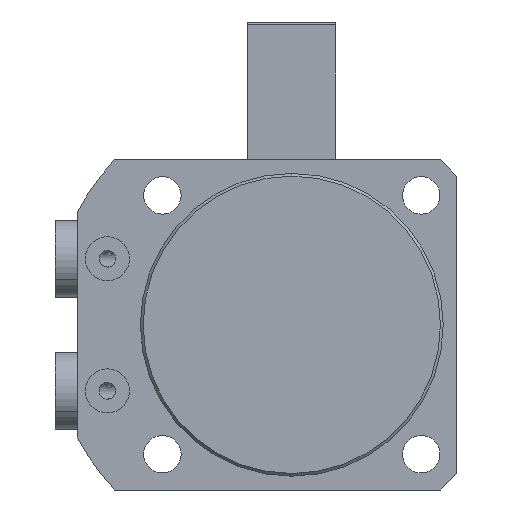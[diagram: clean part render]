
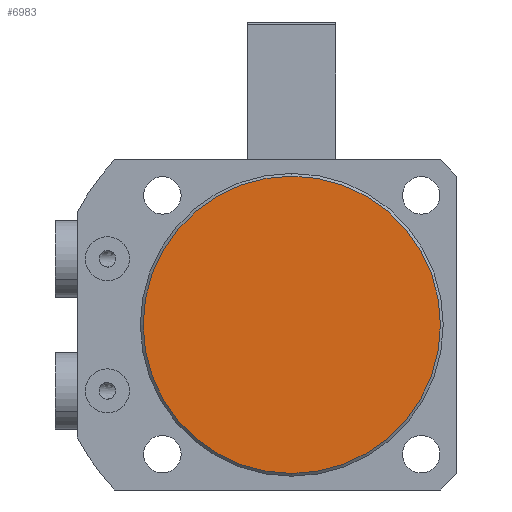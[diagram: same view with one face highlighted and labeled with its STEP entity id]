
A CAD part, front view. The second image highlights one B-rep face of the part: STEP entity #6983.
In plain terms, the highlighted planar face has unit normal (0, -1, 0).
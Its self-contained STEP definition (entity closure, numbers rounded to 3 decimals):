
#200 = DIRECTION ( 'NONE',  ( 0., 0., 1. ) ) ;
#369 = DIRECTION ( 'NONE',  ( 0., -1., 0. ) ) ;
#717 = ORIENTED_EDGE ( 'NONE', *, *, #6110, .F. ) ;
#1313 = CIRCLE ( 'NONE', #3931, 27. ) ;
#1773 = AXIS2_PLACEMENT_3D ( 'NONE', #6339, #369, #5062 ) ;
#1937 = ORIENTED_EDGE ( 'NONE', *, *, #7868, .F. ) ;
#1971 = AXIS2_PLACEMENT_3D ( 'NONE', #7265, #3291, #7942 ) ;
#2164 = VERTEX_POINT ( 'NONE', #8429 ) ;
#2983 = CIRCLE ( 'NONE', #1971, 27. ) ;
#3291 = DIRECTION ( 'NONE',  ( 0., 1., 0. ) ) ;
#3931 = AXIS2_PLACEMENT_3D ( 'NONE', #8174, #4178, #200 ) ;
#4124 = CARTESIAN_POINT ( 'NONE',  ( 0., 0., -27. ) ) ;
#4178 = DIRECTION ( 'NONE',  ( 0., 1., 0. ) ) ;
#4757 = EDGE_LOOP ( 'NONE', ( #1937, #717 ) ) ;
#5062 = DIRECTION ( 'NONE',  ( 0., 0., -1. ) ) ;
#6110 = EDGE_CURVE ( 'NONE', #7820, #2164, #2983, .T. ) ;
#6339 = CARTESIAN_POINT ( 'NONE',  ( 22., 0., 0. ) ) ;
#6983 = ADVANCED_FACE ( 'NONE', ( #8470 ), #7660, .T. ) ;
#7265 = CARTESIAN_POINT ( 'NONE',  ( 0., 0., 0. ) ) ;
#7660 = PLANE ( 'NONE',  #1773 ) ;
#7820 = VERTEX_POINT ( 'NONE', #4124 ) ;
#7868 = EDGE_CURVE ( 'NONE', #2164, #7820, #1313, .T. ) ;
#7942 = DIRECTION ( 'NONE',  ( 0., 0., 1. ) ) ;
#8174 = CARTESIAN_POINT ( 'NONE',  ( 0., 0., 0. ) ) ;
#8429 = CARTESIAN_POINT ( 'NONE',  ( 0., 0., 27. ) ) ;
#8470 = FACE_OUTER_BOUND ( 'NONE', #4757, .T. ) ;
